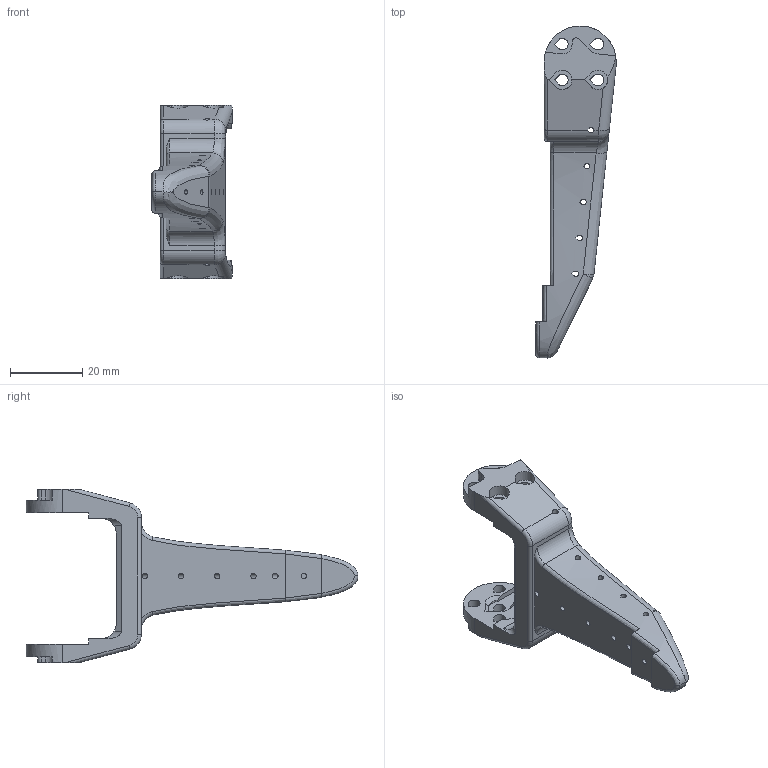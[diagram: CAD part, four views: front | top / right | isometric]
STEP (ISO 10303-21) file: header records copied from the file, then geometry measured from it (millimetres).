
FILE_DESCRIPTION(/* description */ ('','CAx-IF Rec.Pracs.---Representation and Presentation of Product Manufacturing Information (PMI)---4.0---2014-10-13'),/* implementation_level */ '2;1');
FILE_NAME(/* name */ 'Moving_Jaw_08d v1.step',/* time_stamp */ '2025-01-27T14:24:21+01:00',/* author */ (''),/* organization */ (''),/* preprocessor_version */ 'ST-DEVELOPER v20',/* originating_system */ 'Autodesk Translation Framework v13.20.0.188',/* authorisation */ '');
FILE_SCHEMA (('AP242_MANAGED_MODEL_BASED_3D_ENGINEERING_MIM_LF { 1 0 10303 442 1 1 4 }'));
Length unit declared in the file: millimetre
Products named in the file (1): Moving_Jaw_08d
Bounding box: 22.3 x 91.99 x 48 mm (x, y, z)
Volume: 20213.4 mm3; surface area: 8501.2 mm2
Topology: 1 solids, 1 shells, 176 faces, 488 edges, 314 vertices
Faces by surface type: plane 90, cylinder 58, bspline 18, cone 4, torus 4, sphere 2
Full cylindrical faces by diameter (mm): 1.5 x7
Entity records: 8503 total; most frequent: CARTESIAN_POINT 3950, ORIENTED_EDGE 976, DIRECTION 902, EDGE_CURVE 488, VERTEX_POINT 314, AXIS2_PLACEMENT_3D 314, LINE 274, VECTOR 274
